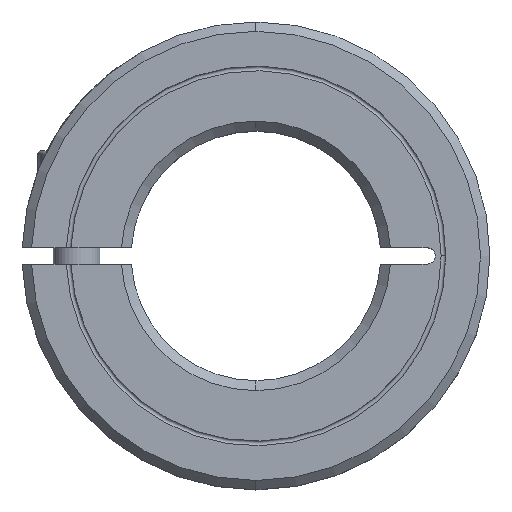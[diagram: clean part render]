
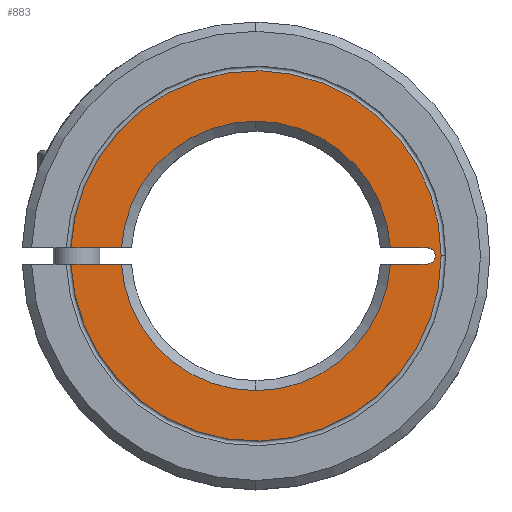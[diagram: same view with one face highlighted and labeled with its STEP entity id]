
A CAD part, top view. The second image highlights one B-rep face of the part: STEP entity #883.
In plain terms, the highlighted planar face has unit normal (0, 0, 1).
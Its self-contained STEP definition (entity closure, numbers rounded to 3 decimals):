
#397=EDGE_CURVE('',#605,#997,#1127,.T.);
#469=VERTEX_POINT('',#1209);
#477=EDGE_CURVE('',#977,#1085,#1217,.T.);
#535=VERTEX_POINT('',#1280);
#605=VERTEX_POINT('',#1358);
#667=EDGE_CURVE('',#1085,#535,#1428,.T.);
#681=EDGE_CURVE('',#987,#923,#1443,.T.);
#801=EDGE_CURVE('',#997,#977,#1576,.T.);
#809=EDGE_CURVE('',#927,#931,#1584,.T.);
#831=EDGE_CURVE('',#999,#469,#1609,.T.);
#883=ADVANCED_FACE('',(#1670),#1671,.T.);
#903=EDGE_CURVE('',#923,#999,#1693,.T.);
#923=VERTEX_POINT('',#1717);
#925=VERTEX_POINT('',#1719);
#927=VERTEX_POINT('',#1721);
#931=VERTEX_POINT('',#1725);
#977=VERTEX_POINT('',#1777);
#983=EDGE_CURVE('',#535,#927,#1783,.T.);
#987=VERTEX_POINT('',#1787);
#997=VERTEX_POINT('',#1797);
#999=VERTEX_POINT('',#1799);
#1013=EDGE_CURVE('',#925,#605,#1815,.T.);
#1033=EDGE_CURVE('',#469,#925,#1837,.T.);
#1049=EDGE_CURVE('',#931,#987,#1855,.T.);
#1085=VERTEX_POINT('',#1893);
#1127=CIRCLE('',#1941,1.05);
#1209=CARTESIAN_POINT('',(17.248,1.05,15.0));
#1217=CIRCLE('',#2064,17.28);
#1280=CARTESIAN_POINT('',(-17.248,-1.05,15.0));
#1358=CARTESIAN_POINT('',(23.0,0.,15.0));
#1428=CIRCLE('',#2407,17.28);
#1443=LINE('',#2424,#2425);
#1576=LINE('',#2660,#2661);
#1584=CIRCLE('',#2672,23.75);
#1609=CIRCLE('',#2715,17.28);
#1670=FACE_OUTER_BOUND('',#2832,.T.);
#1671=PLANE('',#2833);
#1693=CIRCLE('',#2864,17.28);
#1717=CARTESIAN_POINT('',(-17.248,1.05,15.0));
#1719=CARTESIAN_POINT('',(21.95,1.05,15.0));
#1721=CARTESIAN_POINT('',(-23.727,-1.05,15.0));
#1725=CARTESIAN_POINT('',(23.75,0.,15.0));
#1777=CARTESIAN_POINT('',(17.248,-1.05,15.0));
#1783=LINE('',#2989,#2990);
#1787=CARTESIAN_POINT('',(-23.727,1.05,15.0));
#1797=CARTESIAN_POINT('',(21.95,-1.05,15.0));
#1799=CARTESIAN_POINT('',(0.,17.28,15.0));
#1815=CIRCLE('',#3031,1.05);
#1837=LINE('',#3061,#3062);
#1855=CIRCLE('',#3089,23.75);
#1893=CARTESIAN_POINT('',(0.,-17.28,15.0));
#1941=AXIS2_PLACEMENT_3D('',#3225,#3226,#3227);
#2064=AXIS2_PLACEMENT_3D('',#3337,#3338,#3339);
#2407=AXIS2_PLACEMENT_3D('',#3578,#3579,#3580);
#2424=CARTESIAN_POINT('',(-2.263,1.05,15.0));
#2425=VECTOR('',#3595,1.0);
#2660=CARTESIAN_POINT('',(-2.263,-1.05,15.0));
#2661=VECTOR('',#3755,1.0);
#2672=AXIS2_PLACEMENT_3D('',#3762,#3763,#3764);
#2715=AXIS2_PLACEMENT_3D('',#3797,#3798,#3799);
#2832=EDGE_LOOP('',(#3894,#3895,#3896,#3897,#3898,#3899,#3900,#3901,#3902,#3903,#3904,#3905));
#2833=AXIS2_PLACEMENT_3D('',#3906,#3907,#3908);
#2864=AXIS2_PLACEMENT_3D('',#3933,#3934,#3935);
#2989=CARTESIAN_POINT('',(-2.263,-1.05,15.0));
#2990=VECTOR('',#4042,1.0);
#3031=AXIS2_PLACEMENT_3D('',#4069,#4070,#4071);
#3061=CARTESIAN_POINT('',(-2.263,1.05,15.0));
#3062=VECTOR('',#4094,1.0);
#3089=AXIS2_PLACEMENT_3D('',#4115,#4116,#4117);
#3225=CARTESIAN_POINT('',(21.95,0.0,15.0));
#3226=DIRECTION('',(0.,0.,-1.0));
#3227=DIRECTION('',(1.0,0.,0.));
#3337=CARTESIAN_POINT('',(0.,0.0,15.0));
#3338=DIRECTION('',(0.,0.0,-1.0));
#3339=DIRECTION('',(0.0,1.0,0.0));
#3578=CARTESIAN_POINT('',(0.,0.0,15.0));
#3579=DIRECTION('',(0.,0.0,-1.0));
#3580=DIRECTION('',(0.0,1.0,0.0));
#3595=DIRECTION('',(1.0,0.0,0.));
#3755=DIRECTION('',(-1.0,0.0,0.));
#3762=CARTESIAN_POINT('',(0.,0.,15.0));
#3763=DIRECTION('',(0.,0.,1.0));
#3764=DIRECTION('',(1.0,0.,0.));
#3797=CARTESIAN_POINT('',(0.,0.0,15.0));
#3798=DIRECTION('',(0.,0.0,-1.0));
#3799=DIRECTION('',(0.0,1.0,0.0));
#3894=ORIENTED_EDGE('',*,*,#801,.T.);
#3895=ORIENTED_EDGE('',*,*,#477,.T.);
#3896=ORIENTED_EDGE('',*,*,#667,.T.);
#3897=ORIENTED_EDGE('',*,*,#983,.T.);
#3898=ORIENTED_EDGE('',*,*,#809,.T.);
#3899=ORIENTED_EDGE('',*,*,#1049,.T.);
#3900=ORIENTED_EDGE('',*,*,#681,.T.);
#3901=ORIENTED_EDGE('',*,*,#903,.T.);
#3902=ORIENTED_EDGE('',*,*,#831,.T.);
#3903=ORIENTED_EDGE('',*,*,#1033,.T.);
#3904=ORIENTED_EDGE('',*,*,#1013,.T.);
#3905=ORIENTED_EDGE('',*,*,#397,.T.);
#3906=CARTESIAN_POINT('',(0.,23.04,15.0));
#3907=DIRECTION('',(0.,0.,1.0));
#3908=DIRECTION('',(0.,-1.0,0.));
#3933=CARTESIAN_POINT('',(0.,0.0,15.0));
#3934=DIRECTION('',(0.,0.0,-1.0));
#3935=DIRECTION('',(0.0,1.0,0.0));
#4042=DIRECTION('',(-1.0,0.0,0.));
#4069=CARTESIAN_POINT('',(21.95,0.0,15.0));
#4070=DIRECTION('',(0.,0.,-1.0));
#4071=DIRECTION('',(1.0,0.,0.));
#4094=DIRECTION('',(1.0,0.0,0.));
#4115=CARTESIAN_POINT('',(0.,0.,15.0));
#4116=DIRECTION('',(0.,0.,1.0));
#4117=DIRECTION('',(1.0,0.,0.));
